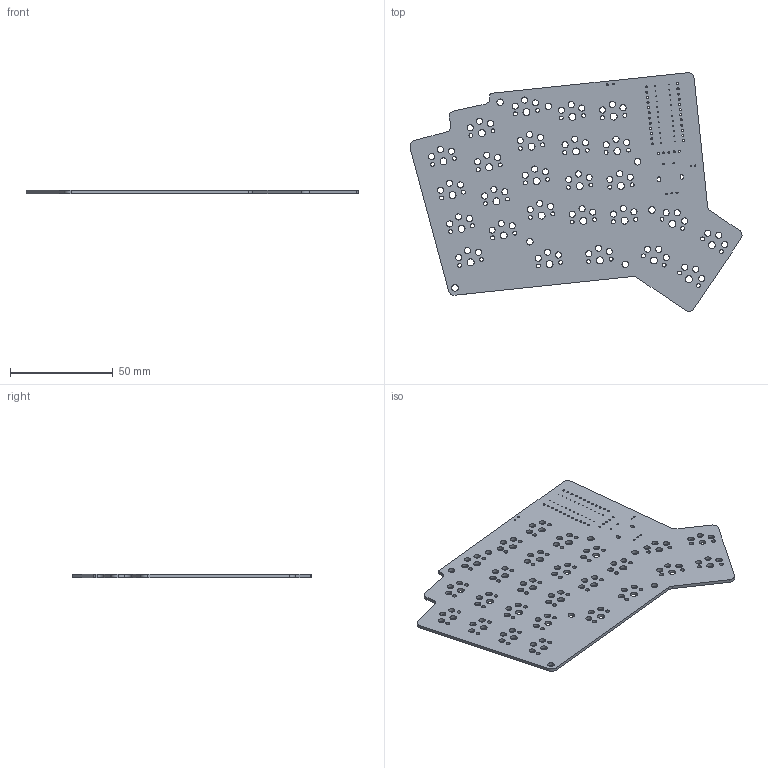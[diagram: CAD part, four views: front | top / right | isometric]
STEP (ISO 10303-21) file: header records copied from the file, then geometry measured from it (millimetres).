
FILE_DESCRIPTION(('KiCad electronic assembly'),'2;1');
FILE_NAME('keeb.step','2025-05-28T22:39:49',('Pcbnew'),('Kicad'), 'Open CASCADE STEP processor 7.8','KiCad to STEP converter','Unknown' );
FILE_SCHEMA(('AUTOMOTIVE_DESIGN { 1 0 10303 214 1 1 1 1 }'));
Length unit declared in the file: millimetre
Products named in the file (2): keeb 1; keeb_PCB
Assembly tree (1 placements, depth 2):
  keeb 1
    keeb_PCB
Bounding box: 161.85 x 116.31 x 1.51 mm (x, y, z)
Volume: 18606.1 mm3; surface area: 27715.3 mm2
Topology: 1 solids, 1 shells, 272 faces, 810 edges, 540 vertices
Faces by surface type: cylinder 245, plane 27
Full cylindrical faces by diameter (mm): 0.4 x24, 0.75 x2, 0.9 x2, 1 x29, 1.9 x52, 3 x78, 3.2 x7, 3.4 x26
Entity records: 10369 total; most frequent: DIRECTION 1848, CARTESIAN_POINT 1624, ORIENTED_EDGE 1620, EDGE_CURVE 810, AXIS2_PLACEMENT_3D 764, FACE_BOUND 726, EDGE_LOOP 726, VERTEX_POINT 540
